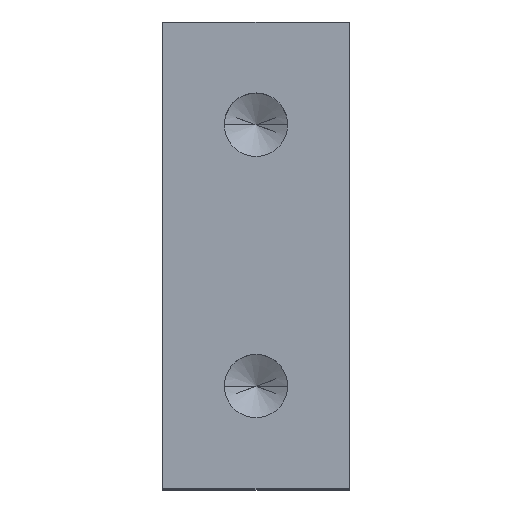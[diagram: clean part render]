
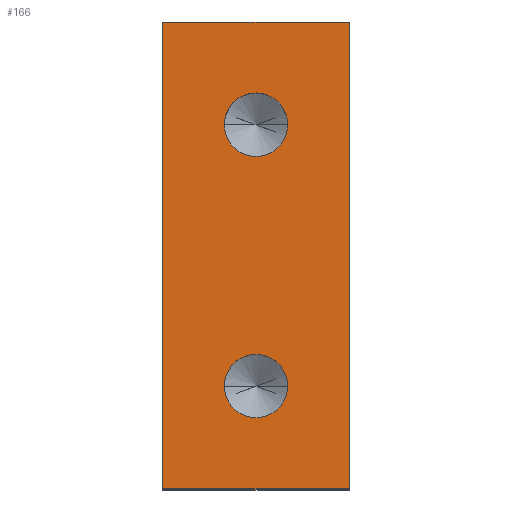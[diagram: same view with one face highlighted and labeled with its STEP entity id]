
A CAD part, top view. The second image highlights one B-rep face of the part: STEP entity #166.
In plain terms, the highlighted planar face has unit normal (0, 0, 1).
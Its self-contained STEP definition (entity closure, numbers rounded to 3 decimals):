
#20 = ORIENTED_EDGE ( 'NONE', *, *, #387, .F. ) ;
#32 = VECTOR ( 'NONE', #595, 1000. ) ;
#40 = VERTEX_POINT ( 'NONE', #962 ) ;
#45 = VERTEX_POINT ( 'NONE', #1186 ) ;
#51 = VERTEX_POINT ( 'NONE', #245 ) ;
#67 = LINE ( 'NONE', #909, #1025 ) ;
#70 = ORIENTED_EDGE ( 'NONE', *, *, #714, .F. ) ;
#85 = CARTESIAN_POINT ( 'NONE',  ( 3.4, -14., 40. ) ) ;
#146 = ORIENTED_EDGE ( 'NONE', *, *, #645, .T. ) ;
#147 = VERTEX_POINT ( 'NONE', #85 ) ;
#166 = ADVANCED_FACE ( 'NONE', ( #204, #486, #1279 ), #605, .F. ) ;
#177 = ORIENTED_EDGE ( 'NONE', *, *, #932, .F. ) ;
#194 = DIRECTION ( 'NONE',  ( 0., 0., -1. ) ) ;
#204 = FACE_BOUND ( 'NONE', #601, .T. ) ;
#222 = CARTESIAN_POINT ( 'NONE',  ( -10., -25., 40. ) ) ;
#245 = CARTESIAN_POINT ( 'NONE',  ( 3.4, 14., 40. ) ) ;
#282 = DIRECTION ( 'NONE',  ( 0., -1., 0. ) ) ;
#288 = CARTESIAN_POINT ( 'NONE',  ( 10., 25., 40. ) ) ;
#299 = CARTESIAN_POINT ( 'NONE',  ( 0., 14., 40. ) ) ;
#312 = CARTESIAN_POINT ( 'NONE',  ( -10., -25., 40. ) ) ;
#314 = CIRCLE ( 'NONE', #1283, 3.4 ) ;
#315 = CIRCLE ( 'NONE', #485, 3.4 ) ;
#343 = CARTESIAN_POINT ( 'NONE',  ( 10., -25., 40. ) ) ;
#347 = EDGE_CURVE ( 'NONE', #45, #1093, #67, .T. ) ;
#349 = VECTOR ( 'NONE', #745, 1000. ) ;
#354 = EDGE_LOOP ( 'NONE', ( #20, #177 ) ) ;
#356 = EDGE_CURVE ( 'NONE', #358, #638, #580, .T. ) ;
#358 = VERTEX_POINT ( 'NONE', #288 ) ;
#387 = EDGE_CURVE ( 'NONE', #147, #40, #1231, .T. ) ;
#433 = VECTOR ( 'NONE', #941, 1000. ) ;
#455 = AXIS2_PLACEMENT_3D ( 'NONE', #642, #637, #1035 ) ;
#462 = CARTESIAN_POINT ( 'NONE',  ( -3.4, 14., 40. ) ) ;
#475 = DIRECTION ( 'NONE',  ( 1., 0., 0. ) ) ;
#485 = AXIS2_PLACEMENT_3D ( 'NONE', #710, #1209, #801 ) ;
#486 = FACE_BOUND ( 'NONE', #354, .T. ) ;
#501 = CARTESIAN_POINT ( 'NONE',  ( -10., 25., 40. ) ) ;
#522 = ORIENTED_EDGE ( 'NONE', *, *, #1021, .F. ) ;
#556 = CARTESIAN_POINT ( 'NONE',  ( 0., 14., 40. ) ) ;
#580 = LINE ( 'NONE', #617, #32 ) ;
#595 = DIRECTION ( 'NONE',  ( 0., -1., 0. ) ) ;
#601 = EDGE_LOOP ( 'NONE', ( #70, #522 ) ) ;
#605 = PLANE ( 'NONE',  #1309 ) ;
#617 = CARTESIAN_POINT ( 'NONE',  ( 10., 25., 40. ) ) ;
#623 = DIRECTION ( 'NONE',  ( -1., 0., 0. ) ) ;
#637 = DIRECTION ( 'NONE',  ( 0., 0., 1. ) ) ;
#638 = VERTEX_POINT ( 'NONE', #343 ) ;
#642 = CARTESIAN_POINT ( 'NONE',  ( 0., -14., 40. ) ) ;
#645 = EDGE_CURVE ( 'NONE', #1093, #638, #680, .T. ) ;
#667 = AXIS2_PLACEMENT_3D ( 'NONE', #556, #776, #475 ) ;
#680 = LINE ( 'NONE', #222, #433 ) ;
#692 = EDGE_CURVE ( 'NONE', #45, #358, #1185, .T. ) ;
#710 = CARTESIAN_POINT ( 'NONE',  ( 0., -14., 40. ) ) ;
#714 = EDGE_CURVE ( 'NONE', #51, #966, #883, .T. ) ;
#745 = DIRECTION ( 'NONE',  ( 1., 0., 0. ) ) ;
#746 = ORIENTED_EDGE ( 'NONE', *, *, #692, .F. ) ;
#776 = DIRECTION ( 'NONE',  ( 0., 0., 1. ) ) ;
#801 = DIRECTION ( 'NONE',  ( 1., 0., 0. ) ) ;
#883 = CIRCLE ( 'NONE', #667, 3.4 ) ;
#909 = CARTESIAN_POINT ( 'NONE',  ( -10., 25., 40. ) ) ;
#913 = DIRECTION ( 'NONE',  ( 1., 0., 0. ) ) ;
#932 = EDGE_CURVE ( 'NONE', #40, #147, #315, .T. ) ;
#941 = DIRECTION ( 'NONE',  ( 1., 0., 0. ) ) ;
#962 = CARTESIAN_POINT ( 'NONE',  ( -3.4, -14., 40. ) ) ;
#966 = VERTEX_POINT ( 'NONE', #462 ) ;
#1010 = ORIENTED_EDGE ( 'NONE', *, *, #356, .F. ) ;
#1021 = EDGE_CURVE ( 'NONE', #966, #51, #314, .T. ) ;
#1025 = VECTOR ( 'NONE', #282, 1000. ) ;
#1035 = DIRECTION ( 'NONE',  ( 1., 0., 0. ) ) ;
#1059 = ORIENTED_EDGE ( 'NONE', *, *, #347, .T. ) ;
#1088 = EDGE_LOOP ( 'NONE', ( #146, #1010, #746, #1059 ) ) ;
#1093 = VERTEX_POINT ( 'NONE', #312 ) ;
#1160 = CARTESIAN_POINT ( 'NONE',  ( -10., 25., 40. ) ) ;
#1185 = LINE ( 'NONE', #1160, #349 ) ;
#1186 = CARTESIAN_POINT ( 'NONE',  ( -10., 25., 40. ) ) ;
#1209 = DIRECTION ( 'NONE',  ( 0., 0., 1. ) ) ;
#1231 = CIRCLE ( 'NONE', #455, 3.4 ) ;
#1232 = DIRECTION ( 'NONE',  ( 0., 0., 1. ) ) ;
#1279 = FACE_OUTER_BOUND ( 'NONE', #1088, .T. ) ;
#1283 = AXIS2_PLACEMENT_3D ( 'NONE', #299, #1232, #913 ) ;
#1309 = AXIS2_PLACEMENT_3D ( 'NONE', #501, #194, #623 ) ;
